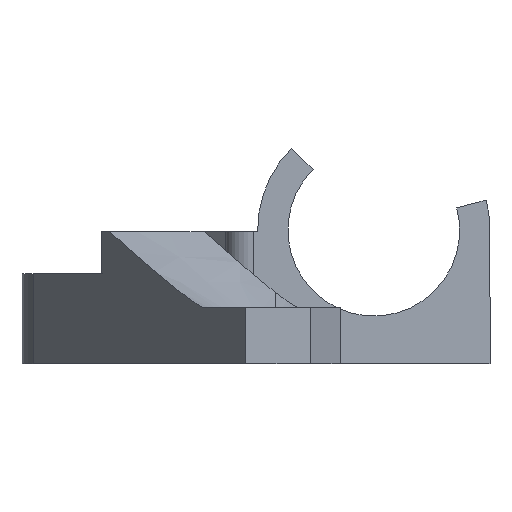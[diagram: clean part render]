
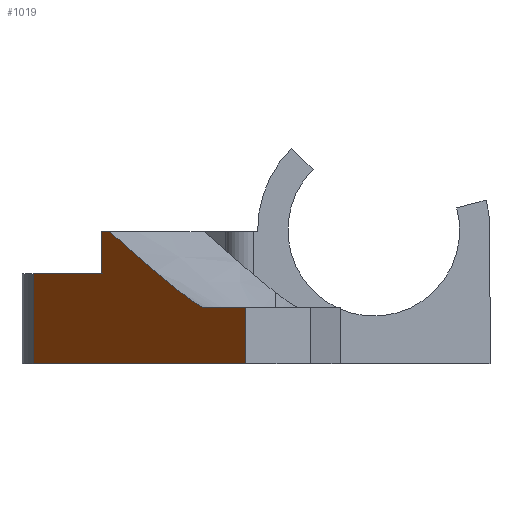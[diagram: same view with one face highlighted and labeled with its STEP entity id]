
A CAD part, left-side view. The second image highlights one B-rep face of the part: STEP entity #1019.
In plain terms, the highlighted planar face has unit normal (-0.542, 0.84, 0).
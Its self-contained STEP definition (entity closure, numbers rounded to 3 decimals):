
#5 = CARTESIAN_POINT ( 'NONE',  ( -9.46, 24.202, -0.1 ) ) ;
#7 = DIRECTION ( 'NONE',  ( 0., 0., -1. ) ) ;
#21 = LINE ( 'NONE', #5, #668 ) ;
#161 = EDGE_LOOP ( 'NONE', ( #366, #368, #367, #369, #371, #370, #372, #373 ) ) ;
#223 = VERTEX_POINT ( 'NONE', #573 ) ;
#230 = VERTEX_POINT ( 'NONE', #580 ) ;
#233 = VERTEX_POINT ( 'NONE', #583 ) ;
#234 = VERTEX_POINT ( 'NONE', #584 ) ;
#247 = VERTEX_POINT ( 'NONE', #597 ) ;
#248 = VERTEX_POINT ( 'NONE', #598 ) ;
#249 = VERTEX_POINT ( 'NONE', #599 ) ;
#250 = VERTEX_POINT ( 'NONE', #600 ) ;
#366 = ORIENTED_EDGE ( 'NONE', *, *, #1108, .F. ) ;
#367 = ORIENTED_EDGE ( 'NONE', *, *, #977, .T. ) ;
#368 = ORIENTED_EDGE ( 'NONE', *, *, #1107, .T. ) ;
#369 = ORIENTED_EDGE ( 'NONE', *, *, #1109, .F. ) ;
#370 = ORIENTED_EDGE ( 'NONE', *, *, #1111, .T. ) ;
#371 = ORIENTED_EDGE ( 'NONE', *, *, #1110, .F. ) ;
#372 = ORIENTED_EDGE ( 'NONE', *, *, #1071, .T. ) ;
#373 = ORIENTED_EDGE ( 'NONE', *, *, #1112, .T. ) ;
#573 = CARTESIAN_POINT ( 'NONE',  ( -17.899, 18.759, -0.1 ) ) ;
#580 = CARTESIAN_POINT ( 'NONE',  ( -28.126, 12.162, -5.5 ) ) ;
#583 = CARTESIAN_POINT ( 'NONE',  ( -9.46, 24.202, -3.1 ) ) ;
#584 = CARTESIAN_POINT ( 'NONE',  ( -9.46, 24.202, -9.5 ) ) ;
#597 = CARTESIAN_POINT ( 'NONE',  ( -17.042, 19.311, -3.1 ) ) ;
#598 = CARTESIAN_POINT ( 'NONE',  ( -17.042, 19.311, -0.1 ) ) ;
#599 = CARTESIAN_POINT ( 'NONE',  ( -32.859, 9.11, -9.5 ) ) ;
#600 = CARTESIAN_POINT ( 'NONE',  ( -32.859, 9.11, -5.5 ) ) ;
#668 = VECTOR ( 'NONE', #7, 1000. ) ;
#713 = FACE_OUTER_BOUND ( 'NONE', #161, .T. ) ;
#716 = AXIS2_PLACEMENT_3D ( 'NONE', #1360, #1361, #1362 ) ;
#875 = VECTOR ( 'NONE', #1679, 1000. ) ;
#876 = VECTOR ( 'NONE', #1682, 1000. ) ;
#877 = VECTOR ( 'NONE', #1685, 1000. ) ;
#878 = VECTOR ( 'NONE', #1688, 1000. ) ;
#879 = VECTOR ( 'NONE', #1691, 1000. ) ;
#880 = VECTOR ( 'NONE', #1694, 1000. ) ;
#972 = B_SPLINE_CURVE_WITH_KNOTS ( 'NONE', 3,
 ( #1561, #1562, #1563, #1564, #1565, #1566, #1567, #1568, #1569, #1570 ),
 .UNSPECIFIED., .F., .F.,
 ( 4, 2, 2, 2, 4 ),
 ( 0., 0.002, 0.003, 0.007, 0.013 ),
 .UNSPECIFIED. ) ;
#977 = EDGE_CURVE ( 'NONE', #233, #234, #21, .T. ) ;
#1019 = ADVANCED_FACE ( 'NONE', ( #713 ), #1359, .T. ) ;
#1071 = EDGE_CURVE ( 'NONE', #230, #223, #972, .T. ) ;
#1107 = EDGE_CURVE ( 'NONE', #247, #233, #1677, .T. ) ;
#1108 = EDGE_CURVE ( 'NONE', #247, #248, #1680, .T. ) ;
#1109 = EDGE_CURVE ( 'NONE', #249, #234, #1683, .T. ) ;
#1110 = EDGE_CURVE ( 'NONE', #250, #249, #1686, .T. ) ;
#1111 = EDGE_CURVE ( 'NONE', #250, #230, #1689, .T. ) ;
#1112 = EDGE_CURVE ( 'NONE', #223, #248, #1692, .T. ) ;
#1359 = PLANE ( 'NONE',  #716 ) ;
#1360 = CARTESIAN_POINT ( 'NONE',  ( -9.46, 24.202, -0.1 ) ) ;
#1361 = DIRECTION ( 'NONE',  ( -0.542, 0.84, 0. ) ) ;
#1362 = DIRECTION ( 'NONE',  ( -0.84, -0.542, 0. ) ) ;
#1561 = CARTESIAN_POINT ( 'NONE',  ( -28.126, 12.162, -5.5 ) ) ;
#1562 = CARTESIAN_POINT ( 'NONE',  ( -27.681, 12.45, -5.331 ) ) ;
#1563 = CARTESIAN_POINT ( 'NONE',  ( -27.242, 12.732, -5.141 ) ) ;
#1564 = CARTESIAN_POINT ( 'NONE',  ( -26.373, 13.293, -4.74 ) ) ;
#1565 = CARTESIAN_POINT ( 'NONE',  ( -25.941, 13.571, -4.529 ) ) ;
#1566 = CARTESIAN_POINT ( 'NONE',  ( -24.654, 14.402, -3.879 ) ) ;
#1567 = CARTESIAN_POINT ( 'NONE',  ( -23.803, 14.95, -3.422 ) ) ;
#1568 = CARTESIAN_POINT ( 'NONE',  ( -21.261, 16.59, -2.029 ) ) ;
#1569 = CARTESIAN_POINT ( 'NONE',  ( -19.579, 17.675, -1.068 ) ) ;
#1570 = CARTESIAN_POINT ( 'NONE',  ( -17.899, 18.759, -0.1 ) ) ;
#1677 = LINE ( 'NONE', #1678, #875 ) ;
#1678 = CARTESIAN_POINT ( 'NONE',  ( -9.46, 24.202, -3.1 ) ) ;
#1679 = DIRECTION ( 'NONE',  ( 0.84, 0.542, 0. ) ) ;
#1680 = LINE ( 'NONE', #1681, #876 ) ;
#1681 = CARTESIAN_POINT ( 'NONE',  ( -17.042, 19.311, -3.1 ) ) ;
#1682 = DIRECTION ( 'NONE',  ( 0., 0., 1. ) ) ;
#1683 = LINE ( 'NONE', #1684, #877 ) ;
#1684 = CARTESIAN_POINT ( 'NONE',  ( -9.46, 24.202, -9.5 ) ) ;
#1685 = DIRECTION ( 'NONE',  ( 0.84, 0.542, 0. ) ) ;
#1686 = LINE ( 'NONE', #1687, #878 ) ;
#1687 = CARTESIAN_POINT ( 'NONE',  ( -32.859, 9.11, -0.1 ) ) ;
#1688 = DIRECTION ( 'NONE',  ( 0., 0., -1. ) ) ;
#1689 = LINE ( 'NONE', #1690, #879 ) ;
#1690 = CARTESIAN_POINT ( 'NONE',  ( -30.918, 10.361, -5.5 ) ) ;
#1691 = DIRECTION ( 'NONE',  ( 0.84, 0.542, 0. ) ) ;
#1692 = LINE ( 'NONE', #1693, #880 ) ;
#1693 = CARTESIAN_POINT ( 'NONE',  ( -9.46, 24.202, -0.1 ) ) ;
#1694 = DIRECTION ( 'NONE',  ( 0.84, 0.542, 0. ) ) ;
